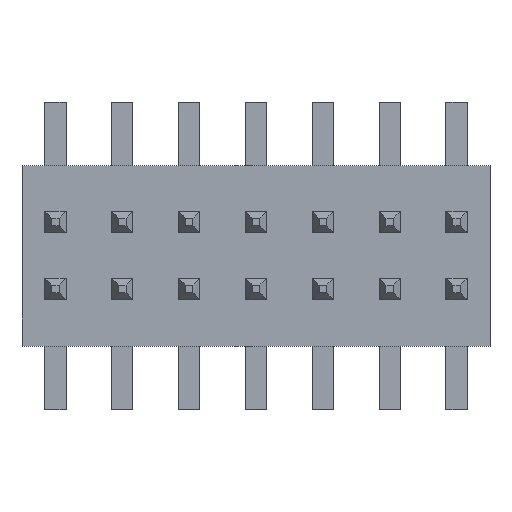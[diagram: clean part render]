
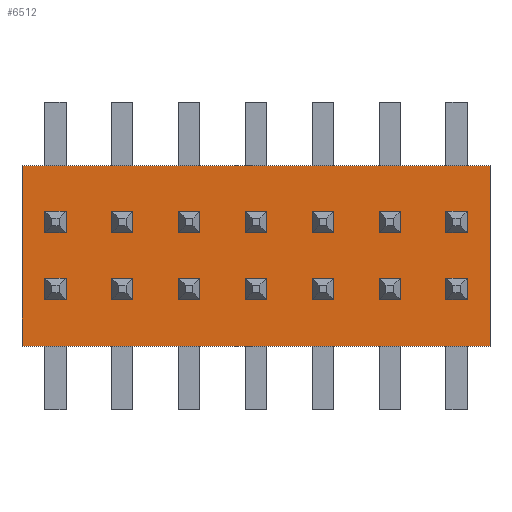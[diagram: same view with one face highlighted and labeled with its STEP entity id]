
A CAD part, top view. The second image highlights one B-rep face of the part: STEP entity #6512.
In plain terms, the highlighted face is planar.
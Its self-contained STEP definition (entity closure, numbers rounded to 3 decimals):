
#6380 = EDGE_CURVE('',#6381,#6383,#6385,.T.);
#6381 = VERTEX_POINT('',#6382);
#6382 = CARTESIAN_POINT('',(-4.445,1.753,-1.715));
#6383 = VERTEX_POINT('',#6384);
#6384 = CARTESIAN_POINT('',(-4.445,1.753,1.715));
#6385 = LINE('',#6386,#6387);
#6386 = CARTESIAN_POINT('',(-4.445,1.753,-1.715));
#6387 = VECTOR('',#6388,1.);
#6388 = DIRECTION('',(0.,0.,1.));
#6420 = EDGE_CURVE('',#6383,#6421,#6423,.T.);
#6421 = VERTEX_POINT('',#6422);
#6422 = CARTESIAN_POINT('',(4.445,1.753,1.715));
#6423 = LINE('',#6424,#6425);
#6424 = CARTESIAN_POINT('',(-4.445,1.753,1.715));
#6425 = VECTOR('',#6426,1.);
#6426 = DIRECTION('',(1.,0.,0.));
#6451 = EDGE_CURVE('',#6421,#6452,#6454,.T.);
#6452 = VERTEX_POINT('',#6453);
#6453 = CARTESIAN_POINT('',(4.445,1.753,-1.715));
#6454 = LINE('',#6455,#6456);
#6455 = CARTESIAN_POINT('',(4.445,1.753,1.715));
#6456 = VECTOR('',#6457,1.);
#6457 = DIRECTION('',(0.,0.,-1.));
#6482 = EDGE_CURVE('',#6452,#6381,#6483,.T.);
#6483 = LINE('',#6484,#6485);
#6484 = CARTESIAN_POINT('',(4.445,1.753,-1.715));
#6485 = VECTOR('',#6486,1.);
#6486 = DIRECTION('',(-1.,0.,0.));
#6512 = ADVANCED_FACE('',(#6513),#6519,.T.);
#6513 = FACE_BOUND('',#6514,.T.);
#6514 = EDGE_LOOP('',(#6515,#6516,#6517,#6518));
#6515 = ORIENTED_EDGE('',*,*,#6380,.T.);
#6516 = ORIENTED_EDGE('',*,*,#6420,.T.);
#6517 = ORIENTED_EDGE('',*,*,#6451,.T.);
#6518 = ORIENTED_EDGE('',*,*,#6482,.T.);
#6519 = PLANE('',#6520);
#6520 = AXIS2_PLACEMENT_3D('',#6521,#6522,#6523);
#6521 = CARTESIAN_POINT('',(0.,1.753,0.));
#6522 = DIRECTION('',(0.,1.,0.));
#6523 = DIRECTION('',(0.,-0.,1.));
